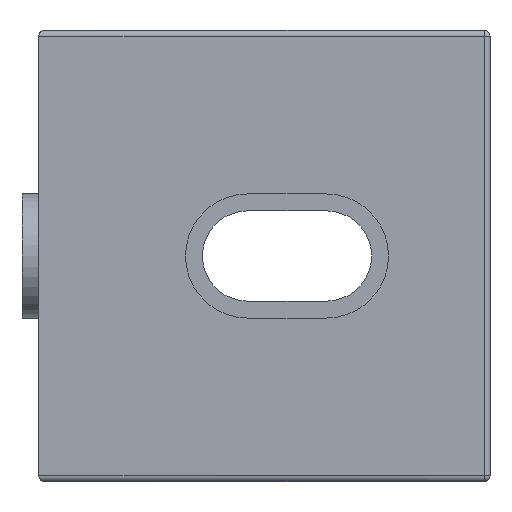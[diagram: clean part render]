
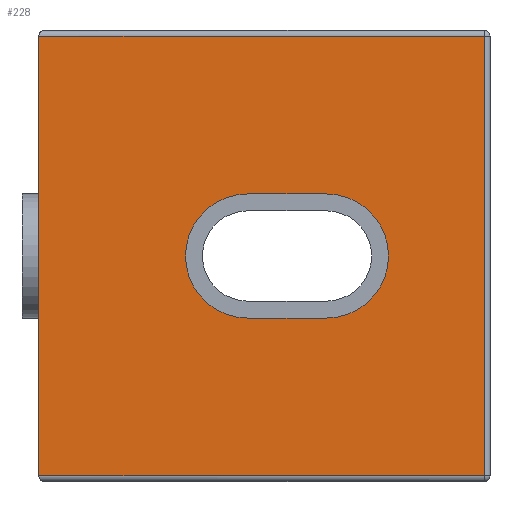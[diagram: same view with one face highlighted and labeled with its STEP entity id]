
A CAD part, front view. The second image highlights one B-rep face of the part: STEP entity #228.
In plain terms, the highlighted planar face has unit normal (0, -1, 0).
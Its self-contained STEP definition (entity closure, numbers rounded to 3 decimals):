
#54 = CARTESIAN_POINT ( 'NONE',  ( 0., 0., 10. ) ) ;
#64 = EDGE_CURVE ( 'NONE', #1103, #386, #993, .T. ) ;
#76 = CARTESIAN_POINT ( 'NONE',  ( 19.75, 0., 10. ) ) ;
#81 = CARTESIAN_POINT ( 'NONE',  ( 0., 0., 9.75 ) ) ;
#113 = LINE ( 'NONE', #535, #1200 ) ;
#153 = CARTESIAN_POINT ( 'NONE',  ( 19.75, 0., 9.75 ) ) ;
#163 = CARTESIAN_POINT ( 'NONE',  ( 12.75, 0., 2.75 ) ) ;
#164 = CIRCLE ( 'NONE', #291, 2.75 ) ;
#178 = DIRECTION ( 'NONE',  ( 0., 0., -1. ) ) ;
#194 = CARTESIAN_POINT ( 'NONE',  ( 19.75, 0., -9.75 ) ) ;
#204 = EDGE_CURVE ( 'NONE', #810, #280, #790, .T. ) ;
#228 = ADVANCED_FACE ( 'NONE', ( #1182, #432 ), #1378, .F. ) ;
#242 = AXIS2_PLACEMENT_3D ( 'NONE', #428, #1355, #561 ) ;
#247 = CARTESIAN_POINT ( 'NONE',  ( 9.25, 0., -2.75 ) ) ;
#257 = CARTESIAN_POINT ( 'NONE',  ( 0., 0., -9.75 ) ) ;
#280 = VERTEX_POINT ( 'NONE', #247 ) ;
#291 = AXIS2_PLACEMENT_3D ( 'NONE', #1544, #761, #1674 ) ;
#305 = DIRECTION ( 'NONE',  ( 1., 0., 0. ) ) ;
#339 = LINE ( 'NONE', #153, #1703 ) ;
#362 = LINE ( 'NONE', #163, #1292 ) ;
#376 = VERTEX_POINT ( 'NONE', #727 ) ;
#382 = EDGE_LOOP ( 'NONE', ( #1280, #1133, #715, #1490, #1334 ) ) ;
#386 = VERTEX_POINT ( 'NONE', #257 ) ;
#424 = ORIENTED_EDGE ( 'NONE', *, *, #1424, .T. ) ;
#428 = CARTESIAN_POINT ( 'NONE',  ( 12.75, 0., 0. ) ) ;
#432 = FACE_BOUND ( 'NONE', #382, .T. ) ;
#440 = EDGE_CURVE ( 'NONE', #280, #1698, #1177, .T. ) ;
#501 = LINE ( 'NONE', #76, #1522 ) ;
#535 = CARTESIAN_POINT ( 'NONE',  ( 19.75, 0., -9.75 ) ) ;
#550 = CARTESIAN_POINT ( 'NONE',  ( 9.25, 0., 2.75 ) ) ;
#555 = DIRECTION ( 'NONE',  ( 0., -1., 0. ) ) ;
#561 = DIRECTION ( 'NONE',  ( 1., 0., 0. ) ) ;
#569 = AXIS2_PLACEMENT_3D ( 'NONE', #1241, #579, #1512 ) ;
#579 = DIRECTION ( 'NONE',  ( 0., 1., 0. ) ) ;
#623 = EDGE_CURVE ( 'NONE', #1698, #376, #1578, .T. ) ;
#666 = DIRECTION ( 'NONE',  ( -1., 0., 0. ) ) ;
#676 = CARTESIAN_POINT ( 'NONE',  ( 19.75, 0., 9.75 ) ) ;
#715 = ORIENTED_EDGE ( 'NONE', *, *, #623, .F. ) ;
#727 = CARTESIAN_POINT ( 'NONE',  ( 12.75, 0., 2.75 ) ) ;
#761 = DIRECTION ( 'NONE',  ( 0., -1., 0. ) ) ;
#770 = VERTEX_POINT ( 'NONE', #676 ) ;
#790 = CIRCLE ( 'NONE', #1576, 2.75 ) ;
#802 = CARTESIAN_POINT ( 'NONE',  ( 12.75, 0., -2.75 ) ) ;
#804 = EDGE_CURVE ( 'NONE', #376, #1506, #362, .T. ) ;
#810 = VERTEX_POINT ( 'NONE', #1082 ) ;
#822 = DIRECTION ( 'NONE',  ( -1., 0., 0. ) ) ;
#891 = EDGE_CURVE ( 'NONE', #1506, #810, #164, .T. ) ;
#975 = EDGE_CURVE ( 'NONE', #770, #1103, #339, .T. ) ;
#993 = LINE ( 'NONE', #54, #1651 ) ;
#1052 = EDGE_LOOP ( 'NONE', ( #1255, #424, #1597, #1351 ) ) ;
#1061 = EDGE_CURVE ( 'NONE', #770, #1260, #501, .T. ) ;
#1082 = CARTESIAN_POINT ( 'NONE',  ( 6.5, 0., 0. ) ) ;
#1103 = VERTEX_POINT ( 'NONE', #81 ) ;
#1106 = CARTESIAN_POINT ( 'NONE',  ( 9.25, 0., -2.75 ) ) ;
#1133 = ORIENTED_EDGE ( 'NONE', *, *, #804, .F. ) ;
#1177 = LINE ( 'NONE', #1106, #1488 ) ;
#1182 = FACE_OUTER_BOUND ( 'NONE', #1052, .T. ) ;
#1200 = VECTOR ( 'NONE', #1470, 1000. ) ;
#1241 = CARTESIAN_POINT ( 'NONE',  ( 19.75, 0., 10. ) ) ;
#1255 = ORIENTED_EDGE ( 'NONE', *, *, #64, .T. ) ;
#1260 = VERTEX_POINT ( 'NONE', #194 ) ;
#1280 = ORIENTED_EDGE ( 'NONE', *, *, #891, .F. ) ;
#1292 = VECTOR ( 'NONE', #822, 1000. ) ;
#1334 = ORIENTED_EDGE ( 'NONE', *, *, #204, .F. ) ;
#1345 = CARTESIAN_POINT ( 'NONE',  ( 9.25, 0., 0. ) ) ;
#1351 = ORIENTED_EDGE ( 'NONE', *, *, #975, .T. ) ;
#1355 = DIRECTION ( 'NONE',  ( 0., -1., 0. ) ) ;
#1378 = PLANE ( 'NONE',  #569 ) ;
#1424 = EDGE_CURVE ( 'NONE', #386, #1260, #113, .T. ) ;
#1470 = DIRECTION ( 'NONE',  ( 1., 0., 0. ) ) ;
#1481 = DIRECTION ( 'NONE',  ( 1., 0., 0. ) ) ;
#1488 = VECTOR ( 'NONE', #305, 1000. ) ;
#1490 = ORIENTED_EDGE ( 'NONE', *, *, #440, .F. ) ;
#1506 = VERTEX_POINT ( 'NONE', #550 ) ;
#1512 = DIRECTION ( 'NONE',  ( -1., 0., 0. ) ) ;
#1522 = VECTOR ( 'NONE', #1643, 1000. ) ;
#1544 = CARTESIAN_POINT ( 'NONE',  ( 9.25, 0., 0. ) ) ;
#1576 = AXIS2_PLACEMENT_3D ( 'NONE', #1345, #555, #1481 ) ;
#1578 = CIRCLE ( 'NONE', #242, 2.75 ) ;
#1597 = ORIENTED_EDGE ( 'NONE', *, *, #1061, .F. ) ;
#1643 = DIRECTION ( 'NONE',  ( 0., 0., -1. ) ) ;
#1651 = VECTOR ( 'NONE', #178, 1000. ) ;
#1674 = DIRECTION ( 'NONE',  ( 1., 0., 0. ) ) ;
#1698 = VERTEX_POINT ( 'NONE', #802 ) ;
#1703 = VECTOR ( 'NONE', #666, 1000. ) ;
